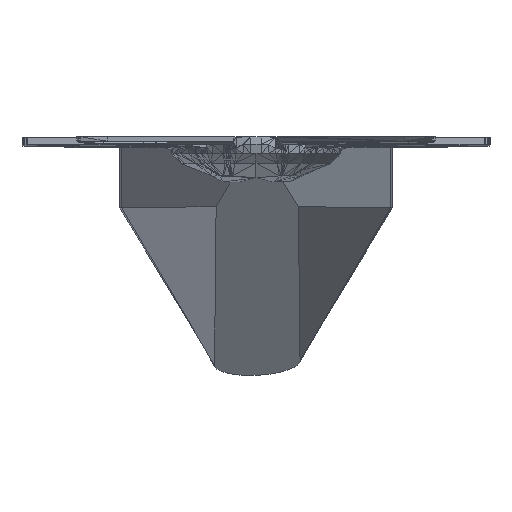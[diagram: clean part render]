
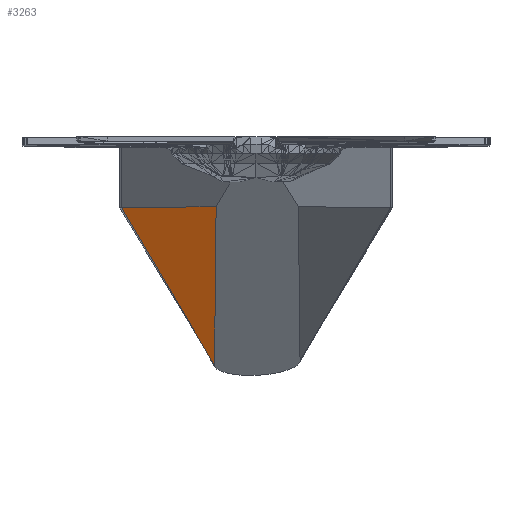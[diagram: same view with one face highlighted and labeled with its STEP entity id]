
A CAD part, top view. The second image highlights one B-rep face of the part: STEP entity #3263.
In plain terms, the highlighted planar face has unit normal (-0.851, -0.503, 0.148).
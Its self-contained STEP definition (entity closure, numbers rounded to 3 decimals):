
#1730 = VERTEX_POINT('',#1731);
#1731 = CARTESIAN_POINT('',(-11.822,-21.,2.057));
#1753 = B_SPLINE_SURFACE_WITH_KNOTS('',11,1,(
    (#1754,#1755)
    ,(#1756,#1757)
    ,(#1758,#1759)
    ,(#1760,#1761)
    ,(#1762,#1763)
    ,(#1764,#1765)
    ,(#1766,#1767)
    ,(#1768,#1769)
    ,(#1770,#1771)
    ,(#1772,#1773)
    ,(#1774,#1775)
    ,(#1776,#1777
    )),.UNSPECIFIED.,.F.,.F.,.F.,(12,12),(2,2),(-0.172,
    3.314),(0.,1.),.PIECEWISE_BEZIER_KNOTS.);
#1754 = CARTESIAN_POINT('',(11.822,-21.,2.057));
#1755 = CARTESIAN_POINT('',(0.,-41.,2.057));
#1756 = CARTESIAN_POINT('',(12.474,-21.,-1.69));
#1757 = CARTESIAN_POINT('',(0.,-41.,2.057));
#1758 = CARTESIAN_POINT('',(11.82,-21.,-5.664));
#1759 = CARTESIAN_POINT('',(0.,-41.,2.057));
#1760 = CARTESIAN_POINT('',(9.772,-21.,
    -9.359));
#1761 = CARTESIAN_POINT('',(0.,-41.,2.057));
#1762 = CARTESIAN_POINT('',(6.461,-21.,-12.231));
#1763 = CARTESIAN_POINT('',(0.,-41.,2.057));
#1764 = CARTESIAN_POINT('',(2.261,-21.,
    -13.808));
#1765 = CARTESIAN_POINT('',(0.,-41.,2.057));
#1766 = CARTESIAN_POINT('',(-2.261,-21.,-13.808));
#1767 = CARTESIAN_POINT('',(0.,-41.,2.057));
#1768 = CARTESIAN_POINT('',(-6.461,-21.,
    -12.231));
#1769 = CARTESIAN_POINT('',(0.,-41.,2.057));
#1770 = CARTESIAN_POINT('',(-9.772,-21.,-9.359));
#1771 = CARTESIAN_POINT('',(0.,-41.,2.057));
#1772 = CARTESIAN_POINT('',(-11.82,-21.,
    -5.664));
#1773 = CARTESIAN_POINT('',(0.,-41.,2.057));
#1774 = CARTESIAN_POINT('',(-12.474,-21.,-1.69));
#1775 = CARTESIAN_POINT('',(0.,-41.,2.057));
#1776 = CARTESIAN_POINT('',(-11.822,-21.,2.057));
#1777 = CARTESIAN_POINT('',(0.,-41.,2.057));
#1801 = PLANE('',#1802);
#1802 = AXIS2_PLACEMENT_3D('',#1803,#1804,#1805);
#1803 = CARTESIAN_POINT('',(-11.822,-21.,2.057));
#1804 = DIRECTION('',(0.985,0.,-0.171));
#1805 = DIRECTION('',(0.171,0.,0.985));
#1876 = EDGE_CURVE('',#1730,#1877,#1879,.T.);
#1877 = VERTEX_POINT('',#1878);
#1878 = CARTESIAN_POINT('',(-3.646,-34.833,
    2.057));
#1879 = SURFACE_CURVE('',#1880,(#1884,#1890),.PCURVE_S1.);
#1880 = LINE('',#1881,#1882);
#1881 = CARTESIAN_POINT('',(-11.822,-21.,2.057));
#1882 = VECTOR('',#1883,1.);
#1883 = DIRECTION('',(0.509,-0.861,0.));
#1884 = PCURVE('',#1753,#1885);
#1885 = DEFINITIONAL_REPRESENTATION('',(#1886),#1889);
#1886 = B_SPLINE_CURVE_WITH_KNOTS('',1,(#1887,#1888),.UNSPECIFIED.,.F.,
  .F.,(2,2),(0.,23.233),.PIECEWISE_BEZIER_KNOTS.);
#1887 = CARTESIAN_POINT('',(3.314,0.));
#1888 = CARTESIAN_POINT('',(3.314,1.));
#1889 = ( GEOMETRIC_REPRESENTATION_CONTEXT(2) 
PARAMETRIC_REPRESENTATION_CONTEXT() REPRESENTATION_CONTEXT('2D SPACE',''
  ) );
#1890 = PCURVE('',#1891,#1896);
#1891 = PLANE('',#1892);
#1892 = AXIS2_PLACEMENT_3D('',#1893,#1894,#1895);
#1893 = CARTESIAN_POINT('',(-11.822,-21.,2.057));
#1894 = DIRECTION('',(-0.851,-0.503,0.148));
#1895 = DIRECTION('',(0.509,-0.861,0.));
#1896 = DEFINITIONAL_REPRESENTATION('',(#1897),#1901);
#1897 = LINE('',#1898,#1899);
#1898 = CARTESIAN_POINT('',(0.,0.));
#1899 = VECTOR('',#1900,1.);
#1900 = DIRECTION('',(1.,0.));
#1901 = ( GEOMETRIC_REPRESENTATION_CONTEXT(2) 
PARAMETRIC_REPRESENTATION_CONTEXT() REPRESENTATION_CONTEXT('2D SPACE',''
  ) );
#2047 = PLANE('',#2048);
#2048 = AXIS2_PLACEMENT_3D('',#2049,#2050,#2051);
#2049 = CARTESIAN_POINT('',(0.,-15.,70.));
#2050 = DIRECTION('',(-0.048,0.96,-0.277)
  );
#2051 = DIRECTION('',(-0.164,-0.282,-0.945));
#2763 = EDGE_CURVE('',#1730,#2764,#2766,.T.);
#2764 = VERTEX_POINT('',#2765);
#2765 = CARTESIAN_POINT('',(-3.504,-21.,49.863));
#2766 = SURFACE_CURVE('',#2767,(#2771,#2778),.PCURVE_S1.);
#2767 = LINE('',#2768,#2769);
#2768 = CARTESIAN_POINT('',(-11.822,-21.,2.057));
#2769 = VECTOR('',#2770,1.);
#2770 = DIRECTION('',(0.171,0.,0.985));
#2771 = PCURVE('',#1801,#2772);
#2772 = DEFINITIONAL_REPRESENTATION('',(#2773),#2777);
#2773 = LINE('',#2774,#2775);
#2774 = CARTESIAN_POINT('',(0.,0.));
#2775 = VECTOR('',#2776,1.);
#2776 = DIRECTION('',(1.,0.));
#2777 = ( GEOMETRIC_REPRESENTATION_CONTEXT(2) 
PARAMETRIC_REPRESENTATION_CONTEXT() REPRESENTATION_CONTEXT('2D SPACE',''
  ) );
#2778 = PCURVE('',#1891,#2779);
#2779 = DEFINITIONAL_REPRESENTATION('',(#2780),#2784);
#2780 = LINE('',#2781,#2782);
#2781 = CARTESIAN_POINT('',(0.,0.));
#2782 = VECTOR('',#2783,1.);
#2783 = DIRECTION('',(0.087,0.996));
#2784 = ( GEOMETRIC_REPRESENTATION_CONTEXT(2) 
PARAMETRIC_REPRESENTATION_CONTEXT() REPRESENTATION_CONTEXT('2D SPACE',''
  ) );
#3243 = EDGE_CURVE('',#2764,#1877,#3244,.T.);
#3244 = SURFACE_CURVE('',#3245,(#3249,#3256),.PCURVE_S1.);
#3245 = LINE('',#3246,#3247);
#3246 = CARTESIAN_POINT('',(-3.539,-24.464,
    37.892));
#3247 = VECTOR('',#3248,1.);
#3248 = DIRECTION('',(-0.003,-0.278,
    -0.961));
#3249 = PCURVE('',#2047,#3250);
#3250 = DEFINITIONAL_REPRESENTATION('',(#3251),#3255);
#3251 = LINE('',#3252,#3253);
#3252 = CARTESIAN_POINT('',(33.6,-2.017));
#3253 = VECTOR('',#3254,1.);
#3254 = DIRECTION('',(0.987,-0.162));
#3255 = ( GEOMETRIC_REPRESENTATION_CONTEXT(2) 
PARAMETRIC_REPRESENTATION_CONTEXT() REPRESENTATION_CONTEXT('2D SPACE',''
  ) );
#3256 = PCURVE('',#1891,#3257);
#3257 = DEFINITIONAL_REPRESENTATION('',(#3258),#3262);
#3258 = LINE('',#3259,#3260);
#3259 = CARTESIAN_POINT('',(7.197,36.235));
#3260 = VECTOR('',#3261,1.);
#3261 = DIRECTION('',(0.238,-0.971));
#3262 = ( GEOMETRIC_REPRESENTATION_CONTEXT(2) 
PARAMETRIC_REPRESENTATION_CONTEXT() REPRESENTATION_CONTEXT('2D SPACE',''
  ) );
#3263 = ADVANCED_FACE('',(#3264),#1891,.T.);
#3264 = FACE_BOUND('',#3265,.T.);
#3265 = EDGE_LOOP('',(#3266,#3267,#3268));
#3266 = ORIENTED_EDGE('',*,*,#2763,.F.);
#3267 = ORIENTED_EDGE('',*,*,#1876,.T.);
#3268 = ORIENTED_EDGE('',*,*,#3243,.F.);
